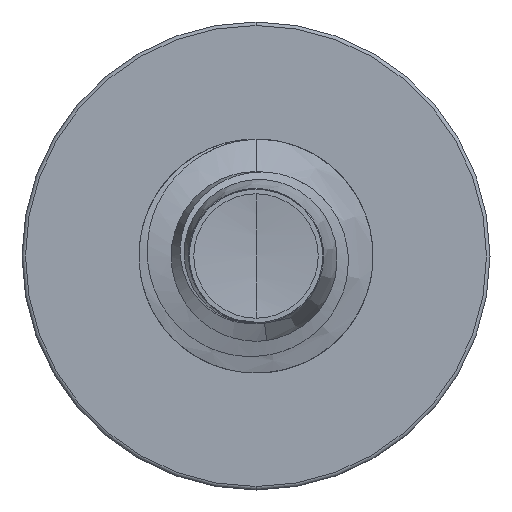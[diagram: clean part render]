
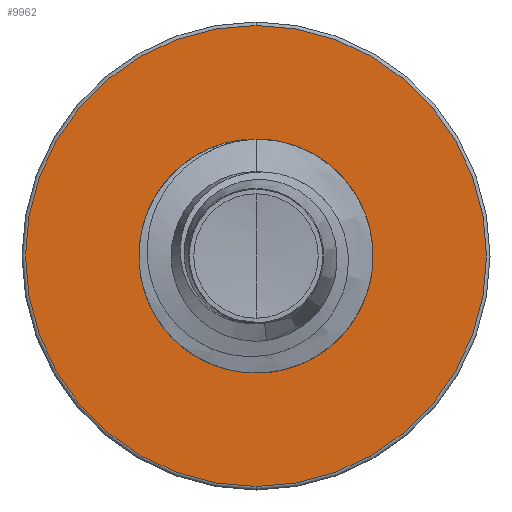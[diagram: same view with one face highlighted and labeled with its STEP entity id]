
A CAD part, front view. The second image highlights one B-rep face of the part: STEP entity #9962.
In plain terms, the highlighted planar face has unit normal (0, -1, 0).
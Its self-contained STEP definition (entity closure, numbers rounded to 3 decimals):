
#515 = DIRECTION ( 'NONE',  ( 0., 0., 1. ) ) ;
#523 = VERTEX_POINT ( 'NONE', #2970 ) ;
#533 = DIRECTION ( 'NONE',  ( 0., 1., 0. ) ) ;
#551 = CARTESIAN_POINT ( 'NONE',  ( 0., 5., 0. ) ) ;
#1494 = ORIENTED_EDGE ( 'NONE', *, *, #1734, .F. ) ;
#1555 = DIRECTION ( 'NONE',  ( 0., 0., 1. ) ) ;
#1734 = EDGE_CURVE ( 'NONE', #8048, #6641, #4916, .T. ) ;
#2607 = DIRECTION ( 'NONE',  ( 0., 1., 0. ) ) ;
#2970 = CARTESIAN_POINT ( 'NONE',  ( 0., 5., 0.789 ) ) ;
#3034 = EDGE_CURVE ( 'NONE', #523, #6519, #11583, .T. ) ;
#4009 = ORIENTED_EDGE ( 'NONE', *, *, #3034, .T. ) ;
#4463 = AXIS2_PLACEMENT_3D ( 'NONE', #551, #533, #515 ) ;
#4501 = EDGE_CURVE ( 'NONE', #6641, #8048, #5498, .T. ) ;
#4916 = CIRCLE ( 'NONE', #5934, 1.576 ) ;
#5331 = EDGE_LOOP ( 'NONE', ( #4009, #11013 ) ) ;
#5498 = CIRCLE ( 'NONE', #4463, 1.576 ) ;
#5776 = EDGE_LOOP ( 'NONE', ( #11186, #1494 ) ) ;
#5934 = AXIS2_PLACEMENT_3D ( 'NONE', #11192, #11182, #11177 ) ;
#6024 = DIRECTION ( 'NONE',  ( 0., 1., 0. ) ) ;
#6519 = VERTEX_POINT ( 'NONE', #7370 ) ;
#6641 = VERTEX_POINT ( 'NONE', #8548 ) ;
#7370 = CARTESIAN_POINT ( 'NONE',  ( 0., 5., -0.789 ) ) ;
#7423 = DIRECTION ( 'NONE',  ( 0., 0., 1. ) ) ;
#7424 = DIRECTION ( 'NONE',  ( 0., 1., 0. ) ) ;
#7443 = CARTESIAN_POINT ( 'NONE',  ( 0., 5., 0. ) ) ;
#7497 = CARTESIAN_POINT ( 'NONE',  ( 0., 5., -0.789 ) ) ;
#8048 = VERTEX_POINT ( 'NONE', #9302 ) ;
#8491 = AXIS2_PLACEMENT_3D ( 'NONE', #7443, #7424, #7423 ) ;
#8548 = CARTESIAN_POINT ( 'NONE',  ( 0., 5., 1.576 ) ) ;
#8804 = FACE_OUTER_BOUND ( 'NONE', #5776, .T. ) ;
#9302 = CARTESIAN_POINT ( 'NONE',  ( 0., 5., -1.576 ) ) ;
#9962 = ADVANCED_FACE ( 'NONE', ( #8804, #11741 ), #13987, .F. ) ;
#11013 = ORIENTED_EDGE ( 'NONE', *, *, #13871, .T. ) ;
#11177 = DIRECTION ( 'NONE',  ( 0., 0., 1. ) ) ;
#11182 = DIRECTION ( 'NONE',  ( 0., 1., 0. ) ) ;
#11186 = ORIENTED_EDGE ( 'NONE', *, *, #4501, .F. ) ;
#11192 = CARTESIAN_POINT ( 'NONE',  ( 0., 5., 0. ) ) ;
#11583 = CIRCLE ( 'NONE', #8491, 0.789 ) ;
#11616 = AXIS2_PLACEMENT_3D ( 'NONE', #12661, #6024, #13768 ) ;
#11741 = FACE_BOUND ( 'NONE', #5331, .T. ) ;
#12661 = CARTESIAN_POINT ( 'NONE',  ( 0., 5., 0. ) ) ;
#13473 = AXIS2_PLACEMENT_3D ( 'NONE', #7497, #2607, #1555 ) ;
#13768 = DIRECTION ( 'NONE',  ( 0., 0., 1. ) ) ;
#13871 = EDGE_CURVE ( 'NONE', #6519, #523, #14568, .T. ) ;
#13987 = PLANE ( 'NONE',  #13473 ) ;
#14568 = CIRCLE ( 'NONE', #11616, 0.789 ) ;
